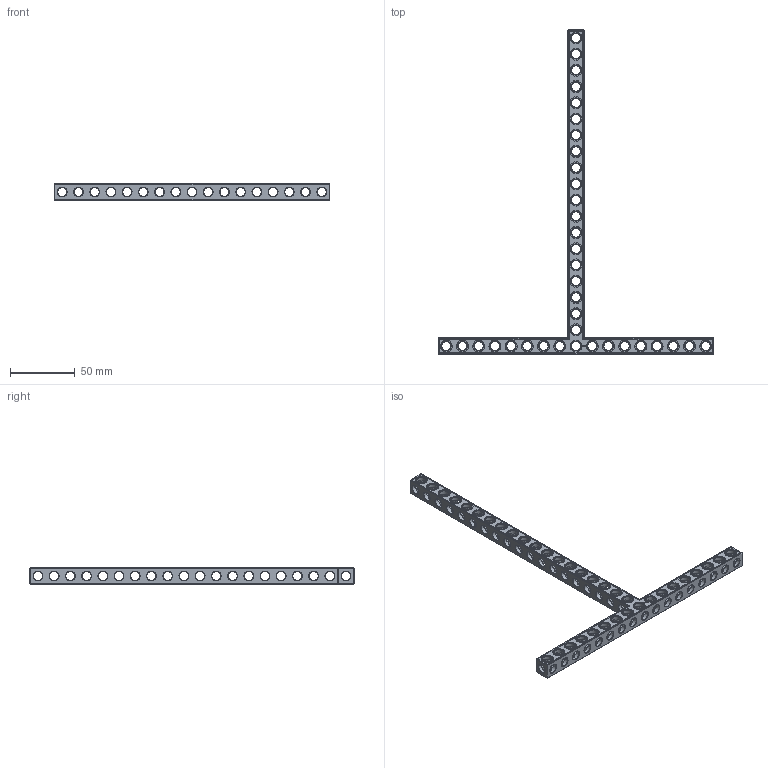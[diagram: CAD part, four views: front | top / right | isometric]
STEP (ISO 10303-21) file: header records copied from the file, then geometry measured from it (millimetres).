
FILE_DESCRIPTION(('FreeCAD Model'),'2;1');
FILE_NAME('Open CASCADE Shape Model','2022-01-28T22:46:11',( 'Paulo Kiefe'),('STEMFIE.org'),'Open CASCADE STEP processor 7.4', 'FreeCAD','Unknown');
FILE_SCHEMA(('AUTOMOTIVE_DESIGN { 1 0 10303 214 1 1 1 1 }'));
Products named in the file (1): Beam_TSH_SYM_ESS_BU17x20x01_-_SPN-BEM-1151_(stemfie.org)
Bounding box: 212.5 x 250 x 12.5 mm (x, y, z)
Volume: 35161.9 mm3; surface area: 31441.4 mm2
Topology: 1 solids, 1 shells, 906 faces, 2865 edges, 1886 vertices
Faces by surface type: plane 429, cylinder 219, cone 148, extrusion 110
Full cylindrical faces by diameter (mm): 6.98 x18, 7 x165, 9.2 x36
Entity records: 109963 total; most frequent: CARTESIAN_POINT 56553, DIRECTION 8827, ORIENTED_EDGE 5730, PCURVE 5730, DEFINITIONAL_REPRESENTATION 5730, VECTOR 5271, LINE 5161, EDGE_CURVE 2865
